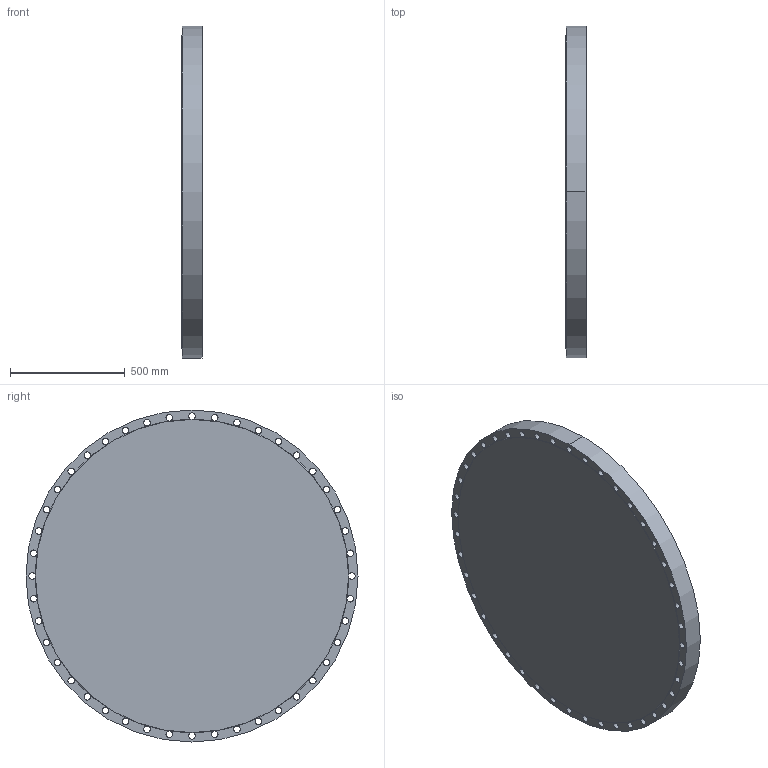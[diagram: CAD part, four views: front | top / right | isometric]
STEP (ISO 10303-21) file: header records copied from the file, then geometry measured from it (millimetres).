
FILE_DESCRIPTION (( 'STEP AP203' ), '1' );
FILE_NAME ('50_CL175_B161_RF_BLF.STEP', '2024-01-12T21:56:13', ( '' ), ( '' ), 'SwSTEP 2.0', 'SolidWorks 2023', '' );
FILE_SCHEMA (( 'CONFIG_CONTROL_DESIGN' ));
Length unit declared in the file: inch
Products named in the file (1): 50_CL175_B161_RF_BLF
Bounding box: 87.31 x 1447.8 x 1447.8 mm (x, y, z)
Volume: 141033463.8 mm3; surface area: 3971478.2 mm2
Topology: 1 solids, 1 shells, 95 faces, 359 edges, 223 vertices
Faces by surface type: cylinder 92, plane 3
Entity records: 4163 total; most frequent: DIRECTION 818, ORIENTED_EDGE 718, CARTESIAN_POINT 678, AXIS2_PLACEMENT_3D 363, EDGE_CURVE 359, CIRCLE 267, VERTEX_POINT 223, EDGE_LOOP 140
